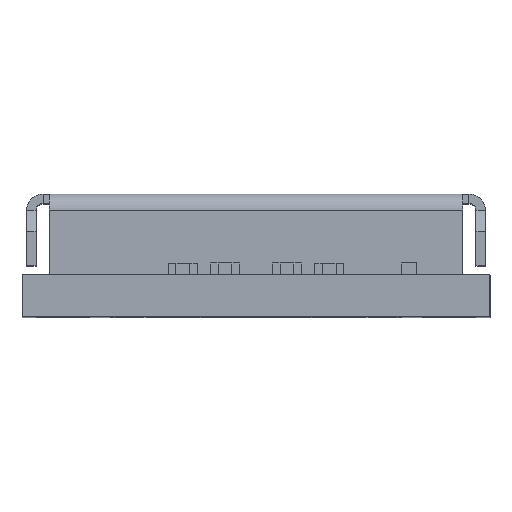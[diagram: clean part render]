
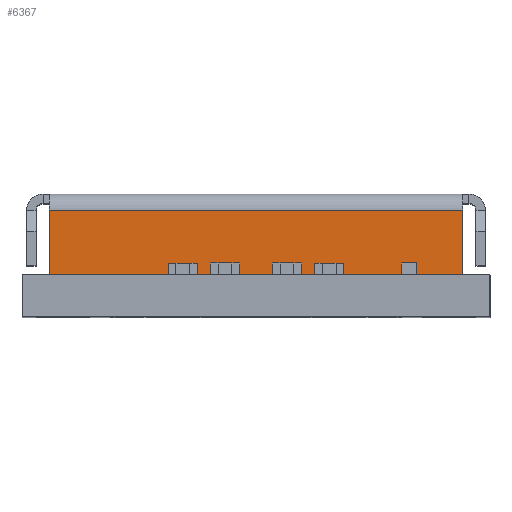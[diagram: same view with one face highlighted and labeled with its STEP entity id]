
A CAD part, top view. The second image highlights one B-rep face of the part: STEP entity #6367.
In plain terms, the highlighted planar face has unit normal (0, 0, 1).
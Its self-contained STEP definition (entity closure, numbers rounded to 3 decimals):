
#1233 = LINE ( 'NONE', #8308, #17377 ) ;
#1332 = EDGE_CURVE ( 'NONE', #14988, #10154, #22519, .T. ) ;
#1534 = DIRECTION ( 'NONE',  ( 0., 1., 0. ) ) ;
#1907 = FACE_OUTER_BOUND ( 'NONE', #18800, .T. ) ;
#2801 = ORIENTED_EDGE ( 'NONE', *, *, #1332, .F. ) ;
#2963 = EDGE_CURVE ( 'NONE', #10154, #17975, #9971, .T. ) ;
#3225 = CARTESIAN_POINT ( 'NONE',  ( 0., 2.28, 3.5 ) ) ;
#3619 = EDGE_CURVE ( 'NONE', #6884, #14988, #1233, .T. ) ;
#4710 = VECTOR ( 'NONE', #21933, 1000. ) ;
#5746 = EDGE_CURVE ( 'NONE', #6884, #17975, #6328, .T. ) ;
#5942 = CARTESIAN_POINT ( 'NONE',  ( -4.42, 2.43, 3.5 ) ) ;
#6328 = LINE ( 'NONE', #3225, #18759 ) ;
#6367 = ADVANCED_FACE ( 'NONE', ( #1907 ), #15615, .T. ) ;
#6884 = VERTEX_POINT ( 'NONE', #21255 ) ;
#7775 = DIRECTION ( 'NONE',  ( 0., 0., 1. ) ) ;
#8131 = DIRECTION ( 'NONE',  ( 0., -1., 0. ) ) ;
#8308 = CARTESIAN_POINT ( 'NONE',  ( 4.42, 0.9, 3.5 ) ) ;
#8722 = CARTESIAN_POINT ( 'NONE',  ( 4.42, 0.9, 3.5 ) ) ;
#8907 = ORIENTED_EDGE ( 'NONE', *, *, #3619, .F. ) ;
#9971 = LINE ( 'NONE', #5942, #4710 ) ;
#10154 = VERTEX_POINT ( 'NONE', #25818 ) ;
#10357 = VECTOR ( 'NONE', #10871, 1000. ) ;
#10871 = DIRECTION ( 'NONE',  ( -1., 0., 0. ) ) ;
#10967 = CARTESIAN_POINT ( 'NONE',  ( -4.42, 0.9, 3.5 ) ) ;
#13044 = DIRECTION ( 'NONE',  ( -1., 0., 0. ) ) ;
#14988 = VERTEX_POINT ( 'NONE', #8722 ) ;
#15615 = PLANE ( 'NONE',  #23900 ) ;
#17377 = VECTOR ( 'NONE', #8131, 1000. ) ;
#17975 = VERTEX_POINT ( 'NONE', #25074 ) ;
#18759 = VECTOR ( 'NONE', #13044, 1000. ) ;
#18800 = EDGE_LOOP ( 'NONE', ( #8907, #19788, #21344, #2801 ) ) ;
#19788 = ORIENTED_EDGE ( 'NONE', *, *, #5746, .T. ) ;
#21255 = CARTESIAN_POINT ( 'NONE',  ( 4.42, 2.28, 3.5 ) ) ;
#21344 = ORIENTED_EDGE ( 'NONE', *, *, #2963, .F. ) ;
#21933 = DIRECTION ( 'NONE',  ( 0., 1., 0. ) ) ;
#22519 = LINE ( 'NONE', #10967, #10357 ) ;
#23627 = CARTESIAN_POINT ( 'NONE',  ( 0., 0., 3.5 ) ) ;
#23900 = AXIS2_PLACEMENT_3D ( 'NONE', #23627, #7775, #1534 ) ;
#25074 = CARTESIAN_POINT ( 'NONE',  ( -4.42, 2.28, 3.5 ) ) ;
#25818 = CARTESIAN_POINT ( 'NONE',  ( -4.42, 0.9, 3.5 ) ) ;
